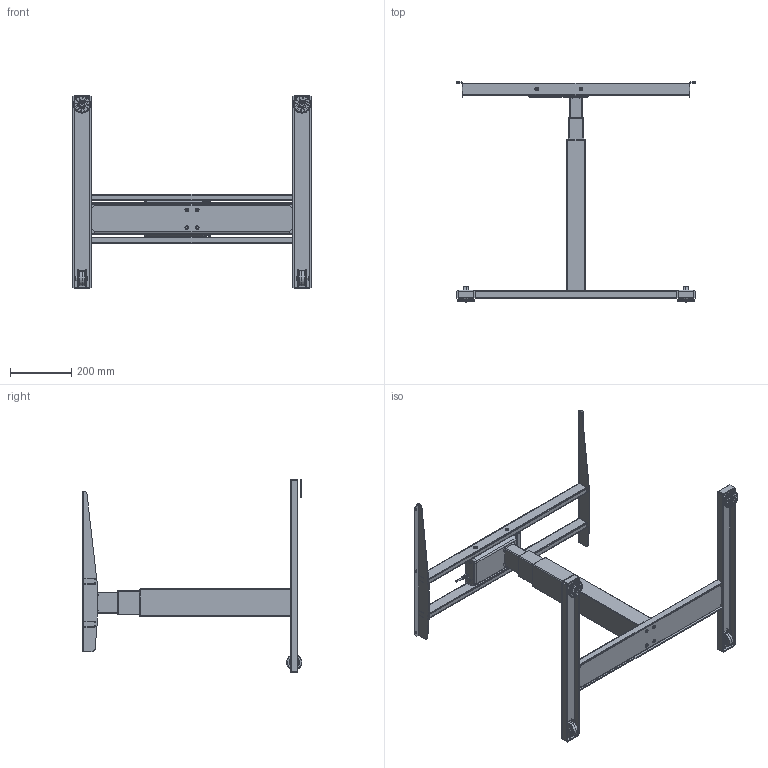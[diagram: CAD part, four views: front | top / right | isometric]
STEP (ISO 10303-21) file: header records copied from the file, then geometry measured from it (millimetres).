
FILE_DESCRIPTION (( 'STEP AP203' ), '1' );
FILE_NAME ('Mini + med 2 hjul_50127x.STEP', '2019-02-11T15:21:53', ( '' ), ( '' ), 'SwSTEP 2.0', 'SolidWorks 2015', '' );
FILE_SCHEMA (( 'CONFIG_CONTROL_DESIGN' ));
Length unit declared in the file: millimetre
Products named in the file (1): Mini + med 2 hjul_50127x
Bounding box: 780 x 719.6 x 635 mm (x, y, z)
Surface area: 1338444.8 mm2 (no closed solid volume)
Topology: 0 solids, 80 shells, 806 faces, 3432 edges, 2664 vertices
Faces by surface type: plane 393, cylinder 260, torus 78, cone 55, bspline 16, sphere 4
Entity records: 36885 total; most frequent: CARTESIAN_POINT 9279, DIRECTION 5806, ORIENTED_EDGE 4879, EDGE_CURVE 3430, VERTEX_POINT 2664, AXIS2_PLACEMENT_3D 2007, VECTOR 1792, LINE 1792
